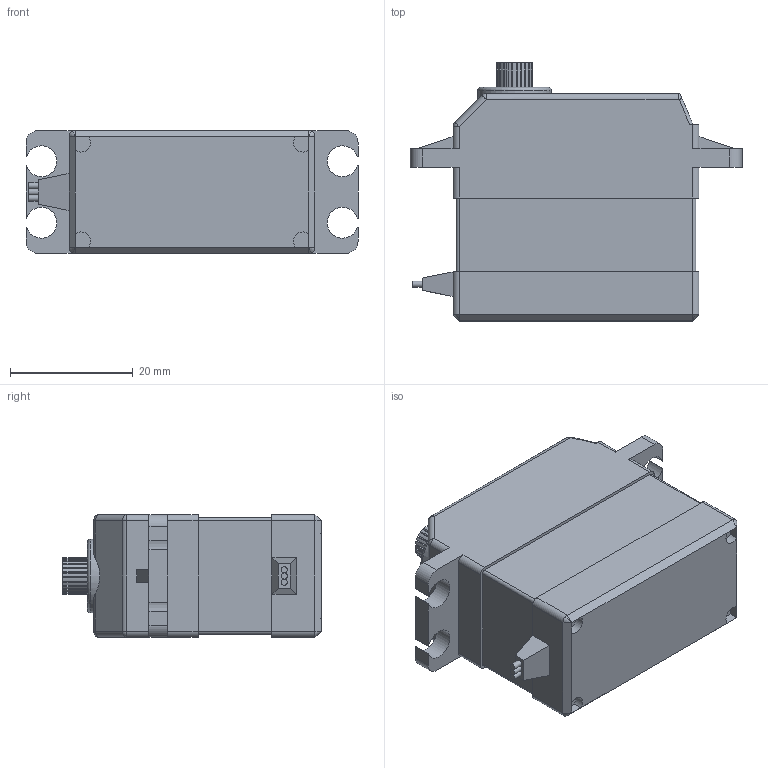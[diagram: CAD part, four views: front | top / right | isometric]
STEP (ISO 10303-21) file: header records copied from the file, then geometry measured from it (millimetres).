
FILE_DESCRIPTION(/* description */ (''),/* implementation_level */ '2;1');
FILE_NAME(/* name */ 'RKI-1203 Ultra Torque Metal Gear 35kgcm Coreless SERVO.step',/* time_stamp */ '2020-02-07T14:32:24+05:00',/* author */ (''),/* organization */ (''),/* preprocessor_version */ 'ST-DEVELOPER v18',/* originating_system */ 'Autodesk Translation Framework v8.12.0.6',/* authorisation */ '');
FILE_SCHEMA (('AUTOMOTIVE_DESIGN { 1 0 10303 214 3 1 1 }'));
Length unit declared in the file: millimetre
Products named in the file (1): servo new gripper
Bounding box: 54 x 42 x 20 mm (x, y, z)
Volume: 29188.9 mm3; surface area: 6914.1 mm2
Topology: 4 solids, 4 shells, 312 faces, 803 edges, 499 vertices
Faces by surface type: plane 181, cylinder 116, bspline 6, sphere 4, cone 4, torus 1
Full cylindrical faces by diameter (mm): 1 x1, 2.529 x9, 3.086 x8, 12 x1
Entity records: 10663 total; most frequent: CARTESIAN_POINT 2885, ORIENTED_EDGE 1598, DIRECTION 1569, EDGE_CURVE 799, LINE 555, VECTOR 555, AXIS2_PLACEMENT_3D 507, VERTEX_POINT 499
